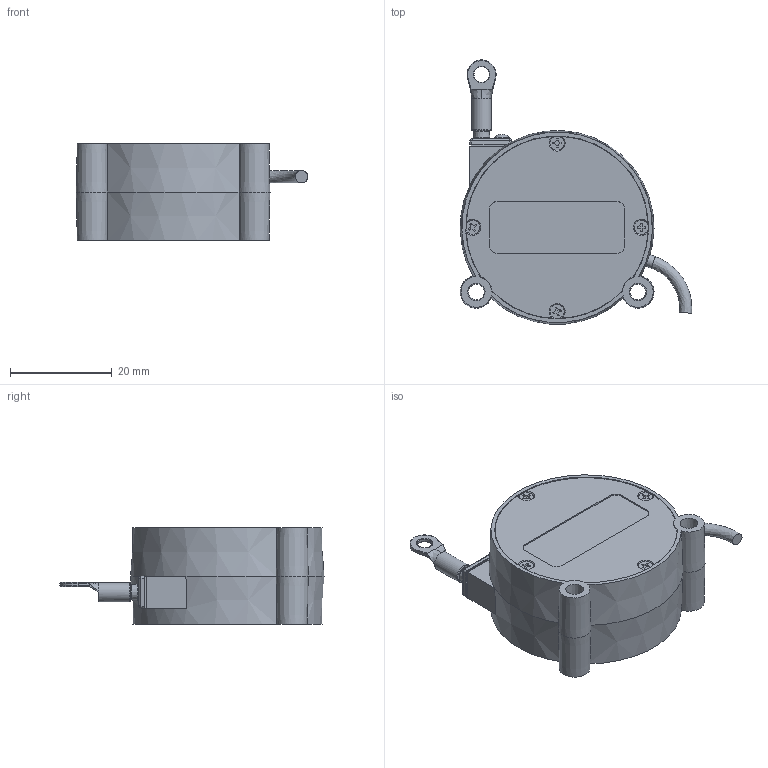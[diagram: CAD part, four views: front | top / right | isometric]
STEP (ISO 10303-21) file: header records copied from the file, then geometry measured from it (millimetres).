
FILE_DESCRIPTION(/* description */ (''),/* implementation_level */ '2;1');
FILE_NAME(/* name */ 'FX-HM.stp',/* time_stamp */ '2015-07-10T10:54:30-07:00',/* author */ ('JP'),/* organization */ (''),/* preprocessor_version */ 'ST-DEVELOPER v15.6',/* originating_system */ 'Autodesk Inventor 2015',/* authorisation */ '');
FILE_SCHEMA (('AUTOMOTIVE_DESIGN { 1 0 10303 214 3 1 1 }'));
Length unit declared in the file: inch
Products named in the file (1): Part6
Bounding box: 45.53 x 51.89 x 19.05 mm (x, y, z)
Volume: 11628 mm3; surface area: 12537.1 mm2
Topology: 1 solids, 55 shells, 832 faces, 2064 edges, 1278 vertices
Faces by surface type: cone 361, plane 294, cylinder 108, bspline 37, torus 28, sphere 4
Full cylindrical faces by diameter (mm): 0.914 x72, 1.524 x9, 2.413 x1, 2.54 x1, 3.023 x1
Entity records: 24288 total; most frequent: CARTESIAN_POINT 5513, DIRECTION 3766, ORIENTED_EDGE 3292, EDGE_CURVE 1646, AXIS2_PLACEMENT_3D 1573, EDGE_LOOP 1238, VERTEX_POINT 1204, FACE_OUTER_BOUND 832
